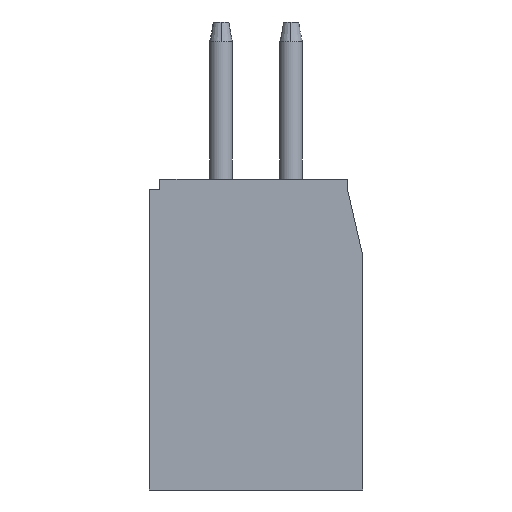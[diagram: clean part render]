
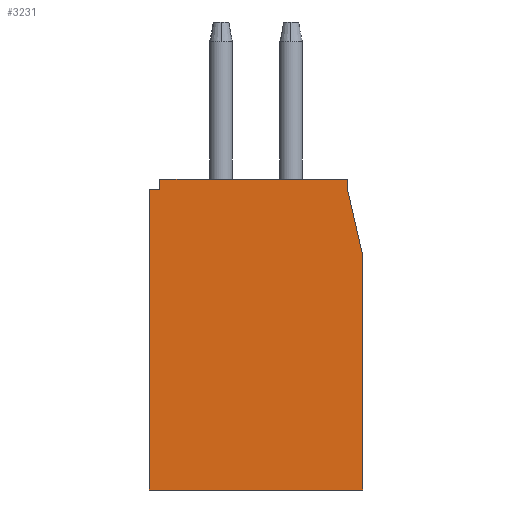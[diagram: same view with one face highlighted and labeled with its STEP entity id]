
A CAD part, left-side view. The second image highlights one B-rep face of the part: STEP entity #3231.
In plain terms, the highlighted planar face has unit normal (-1, 0, 0).
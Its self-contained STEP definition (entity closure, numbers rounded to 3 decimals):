
#45 = ORIENTED_EDGE ( 'NONE', *, *, #1780, .T. ) ;
#90 = DIRECTION ( 'NONE',  ( 1., 0., 0. ) ) ;
#158 = FACE_OUTER_BOUND ( 'NONE', #1249, .T. ) ;
#191 = DIRECTION ( 'NONE',  ( 0., 0., -1. ) ) ;
#206 = LINE ( 'NONE', #1294, #1318 ) ;
#416 = VECTOR ( 'NONE', #3398, 1000. ) ;
#482 = DIRECTION ( 'NONE',  ( 0., -0.224, -0.974 ) ) ;
#484 = LINE ( 'NONE', #5920, #416 ) ;
#690 = VERTEX_POINT ( 'NONE', #5816 ) ;
#743 = ORIENTED_EDGE ( 'NONE', *, *, #4437, .F. ) ;
#933 = LINE ( 'NONE', #3367, #4541 ) ;
#1224 = EDGE_CURVE ( 'NONE', #5957, #690, #5533, .T. ) ;
#1231 = DIRECTION ( 'NONE',  ( 0., 0., 1. ) ) ;
#1249 = EDGE_LOOP ( 'NONE', ( #3772, #45, #1593, #5362, #743, #4688, #2155, #5246 ) ) ;
#1294 = CARTESIAN_POINT ( 'NONE',  ( -7.3, -3.05, 8.9 ) ) ;
#1318 = VECTOR ( 'NONE', #5119, 1000. ) ;
#1570 = AXIS2_PLACEMENT_3D ( 'NONE', #3624, #90, #2104 ) ;
#1593 = ORIENTED_EDGE ( 'NONE', *, *, #4495, .T. ) ;
#1651 = CARTESIAN_POINT ( 'NONE',  ( -7.3, 2.75, 8.9 ) ) ;
#1700 = EDGE_CURVE ( 'NONE', #5957, #5279, #206, .T. ) ;
#1771 = CARTESIAN_POINT ( 'NONE',  ( -7.3, -3.05, 0. ) ) ;
#1780 = EDGE_CURVE ( 'NONE', #690, #6318, #6102, .T. ) ;
#1833 = VERTEX_POINT ( 'NONE', #3561 ) ;
#2104 = DIRECTION ( 'NONE',  ( 0., 1., 0. ) ) ;
#2106 = CARTESIAN_POINT ( 'NONE',  ( -7.3, 3.05, 8.9 ) ) ;
#2155 = ORIENTED_EDGE ( 'NONE', *, *, #4222, .T. ) ;
#2256 = VECTOR ( 'NONE', #1231, 1000. ) ;
#2348 = CARTESIAN_POINT ( 'NONE',  ( -7.3, 3.05, 8.6 ) ) ;
#2498 = VECTOR ( 'NONE', #6069, 1000. ) ;
#2517 = CARTESIAN_POINT ( 'NONE',  ( -7.3, -3.05, 0. ) ) ;
#2873 = VECTOR ( 'NONE', #191, 1000. ) ;
#3183 = EDGE_CURVE ( 'NONE', #3448, #5617, #933, .T. ) ;
#3184 = VECTOR ( 'NONE', #5093, 1000. ) ;
#3231 = ADVANCED_FACE ( 'NONE', ( #158 ), #4069, .F. ) ;
#3367 = CARTESIAN_POINT ( 'NONE',  ( -7.3, -3.05, 6.729 ) ) ;
#3398 = DIRECTION ( 'NONE',  ( 0., 0., -1. ) ) ;
#3448 = VERTEX_POINT ( 'NONE', #3757 ) ;
#3561 = CARTESIAN_POINT ( 'NONE',  ( -7.3, 3.05, 0. ) ) ;
#3624 = CARTESIAN_POINT ( 'NONE',  ( -7.3, -3.05, 8.9 ) ) ;
#3627 = LINE ( 'NONE', #2106, #2873 ) ;
#3638 = DIRECTION ( 'NONE',  ( 0., -1., 0. ) ) ;
#3644 = CARTESIAN_POINT ( 'NONE',  ( -7.3, -2.619, 8.6 ) ) ;
#3674 = VERTEX_POINT ( 'NONE', #2517 ) ;
#3757 = CARTESIAN_POINT ( 'NONE',  ( -7.3, -2.619, 8.6 ) ) ;
#3772 = ORIENTED_EDGE ( 'NONE', *, *, #1224, .T. ) ;
#4069 = PLANE ( 'NONE',  #1570 ) ;
#4122 = LINE ( 'NONE', #3644, #2256 ) ;
#4222 = EDGE_CURVE ( 'NONE', #3448, #5279, #4122, .T. ) ;
#4437 = EDGE_CURVE ( 'NONE', #5617, #3674, #484, .T. ) ;
#4495 = EDGE_CURVE ( 'NONE', #6318, #1833, #3627, .T. ) ;
#4541 = VECTOR ( 'NONE', #482, 1000. ) ;
#4688 = ORIENTED_EDGE ( 'NONE', *, *, #3183, .F. ) ;
#4914 = CARTESIAN_POINT ( 'NONE',  ( -7.3, -2.619, 8.9 ) ) ;
#5093 = DIRECTION ( 'NONE',  ( 0., 0., -1. ) ) ;
#5111 = LINE ( 'NONE', #1771, #5351 ) ;
#5119 = DIRECTION ( 'NONE',  ( 0., -1., 0. ) ) ;
#5246 = ORIENTED_EDGE ( 'NONE', *, *, #1700, .F. ) ;
#5251 = CARTESIAN_POINT ( 'NONE',  ( -7.3, 2.75, 8.9 ) ) ;
#5279 = VERTEX_POINT ( 'NONE', #4914 ) ;
#5351 = VECTOR ( 'NONE', #3638, 1000. ) ;
#5362 = ORIENTED_EDGE ( 'NONE', *, *, #5553, .T. ) ;
#5375 = CARTESIAN_POINT ( 'NONE',  ( -7.3, -3.05, 6.729 ) ) ;
#5533 = LINE ( 'NONE', #1651, #3184 ) ;
#5553 = EDGE_CURVE ( 'NONE', #1833, #3674, #5111, .T. ) ;
#5617 = VERTEX_POINT ( 'NONE', #5375 ) ;
#5623 = CARTESIAN_POINT ( 'NONE',  ( -7.3, -3.05, 8.6 ) ) ;
#5816 = CARTESIAN_POINT ( 'NONE',  ( -7.3, 2.75, 8.6 ) ) ;
#5920 = CARTESIAN_POINT ( 'NONE',  ( -7.3, -3.05, 8.9 ) ) ;
#5957 = VERTEX_POINT ( 'NONE', #5251 ) ;
#6069 = DIRECTION ( 'NONE',  ( 0., 1., 0. ) ) ;
#6102 = LINE ( 'NONE', #5623, #2498 ) ;
#6318 = VERTEX_POINT ( 'NONE', #2348 ) ;
